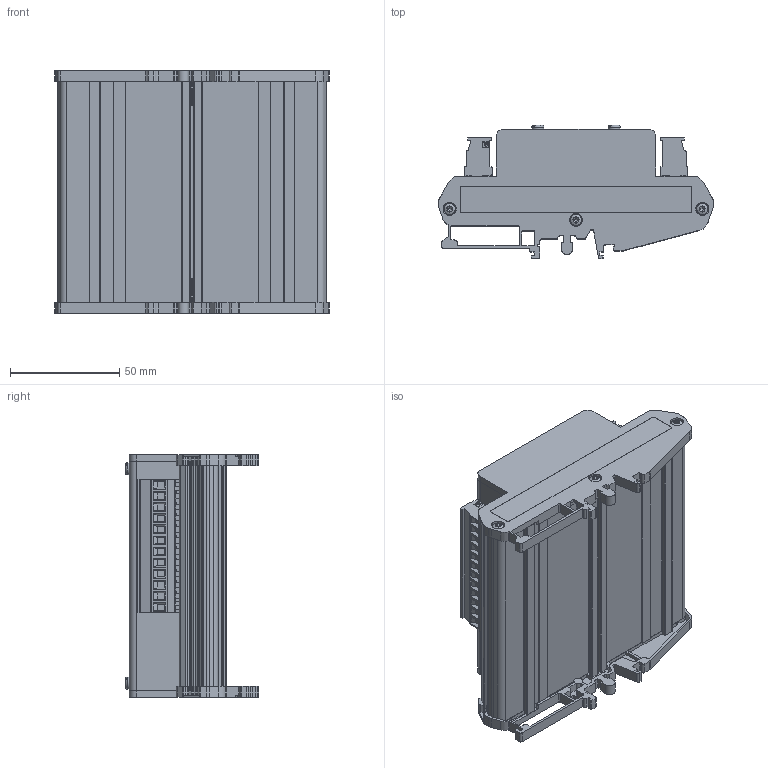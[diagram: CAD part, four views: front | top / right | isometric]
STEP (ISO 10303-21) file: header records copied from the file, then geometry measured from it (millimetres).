
FILE_DESCRIPTION(/* description */ ('Matr2'),/* implementation_level */ '2;1');
FILE_NAME(/* name */ 'CIO208.stp',/* time_stamp */ '2016-05-27T11:00:45+02:00',/* author */ ('jlc'),/* organization */ (''),/* preprocessor_version */ 'ST-DEVELOPER v16.1',/* originating_system */ 'Autodesk Inventor 2016',/* authorisation */ 'Description2');
FILE_SCHEMA (('AUTOMOTIVE_DESIGN { 1 0 10303 214 3 1 1 }'));
Products named in the file (17): UM_108_Profil_CIO116+CIO208; UM108_N-SEFE_R-A73_H.Select__00283012; Schr.Lins.PT_3x14-Z__00410107; 2200035_uden print-eks; UM108_N-SEFE_L-A73_H.Select__00283013; Schr.Lins.PT_3x14-Z__00410107.1; 2200036_uden print-eks; BOARD; mvstbr_2.5-17-st-5.08; 1792391_17pole_plug; mvstbr_2.5-12-st-5.08; 1792346_12pole_plug; 1044540050B; Klar display CIO208; Schr.Blech_B2.9x13.3; Klar display CIO208_w_screws+label; CIO208
Assembly tree (23 placements, depth 4):
  CIO208
    UM_108_Profil_CIO116+CIO208
    2200035_uden print-eks
      UM108_N-SEFE_R-A73_H.Select__00283012
      Schr.Lins.PT_3x14-Z__00410107  x3
    2200036_uden print-eks
      UM108_N-SEFE_L-A73_H.Select__00283013
      Schr.Lins.PT_3x14-Z__00410107.1  x3
    1044540050B
      BOARD
      1792391_17pole_plug
        mvstbr_2.5-17-st-5.08
      1792346_12pole_plug
        mvstbr_2.5-12-st-5.08
    Klar display CIO208_w_screws+label
      Klar display CIO208
      Schr.Blech_B2.9x13.3  x4
Bounding box: 125.41 x 60.85 x 111 mm (x, y, z)
Volume: 141897.6 mm3; surface area: 143101.4 mm2
Topology: 17 solids, 17 shells, 2937 faces, 7615 edges, 4943 vertices
Faces by surface type: plane 1785, cylinder 826, cone 240, sphere 62, torus 24
Full cylindrical faces by diameter (mm): 0.457 x2, 1.4 x29, 1.8 x66, 2.119 x36, 2.404 x6, 2.544 x4, 2.8 x27, 2.912 x40, 3 x6, 3.4 x6, 3.5 x4, 3.783 x29, 4 x29, 5.4 x6, 5.6 x4, 6 x6
Entity records: 76649 total; most frequent: CARTESIAN_POINT 14246, DIRECTION 12620, ORIENTED_EDGE 12216, EDGE_CURVE 6108, LINE 4426, VECTOR 4426, VERTEX_POINT 4192, AXIS2_PLACEMENT_3D 4097
